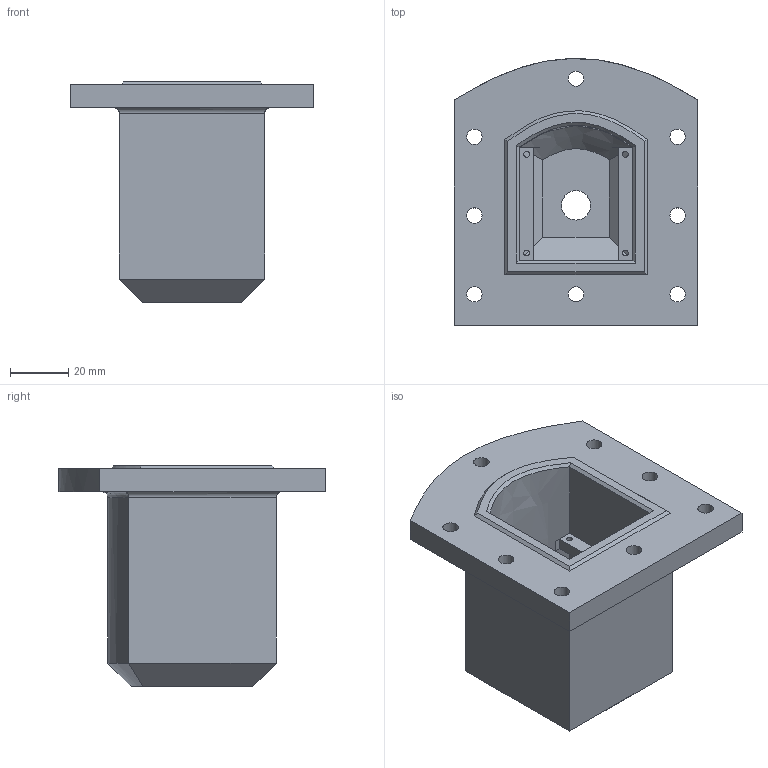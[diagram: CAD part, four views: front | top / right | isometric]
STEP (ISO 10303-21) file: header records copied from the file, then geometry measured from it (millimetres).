
FILE_DESCRIPTION(/* description */ (''),/* implementation_level */ '2;1');
FILE_NAME(/* name */ '967e97a2-7f16-4f04-b138-066a9cc03f50.stp',/* time_stamp */ '2023-05-24T13:46:03Z',/* author */ (''),/* organization */ (''),/* preprocessor_version */ 'ST-DEVELOPER v19.2',/* originating_system */ 'Autodesk Translation Framework v12.6.0.85',/* authorisation */ '');
FILE_SCHEMA (('AUTOMOTIVE_DESIGN { 1 0 10303 214 3 1 1 }'));
Length unit declared in the file: millimetre
Products named in the file (1): Lite Kamerahus USB kamera
Bounding box: 84 x 91.99 x 76 mm (x, y, z)
Volume: 123601.6 mm3; surface area: 41785.1 mm2
Topology: 1 solids, 1 shells, 64 faces, 157 edges, 98 vertices
Faces by surface type: plane 40, cylinder 16, bspline 8
Full cylindrical faces by diameter (mm): 2 x4, 5.3 x8, 10.1 x1
Entity records: 2411 total; most frequent: CARTESIAN_POINT 867, ORIENTED_EDGE 314, DIRECTION 275, EDGE_CURVE 157, LINE 105, VECTOR 105, VERTEX_POINT 98, EDGE_LOOP 93
